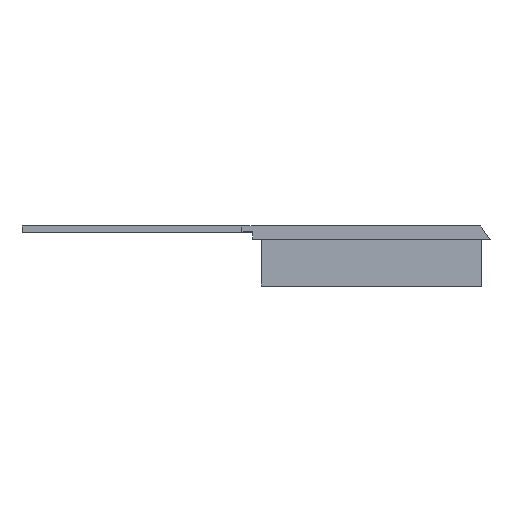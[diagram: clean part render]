
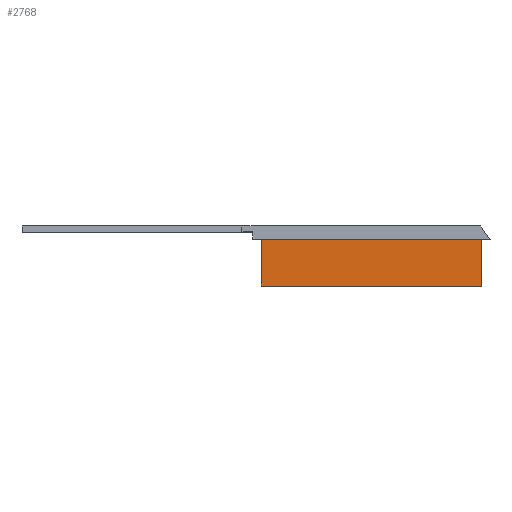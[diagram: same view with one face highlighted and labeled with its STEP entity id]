
A CAD part, left-side view. The second image highlights one B-rep face of the part: STEP entity #2768.
In plain terms, the highlighted planar face has unit normal (-1, 0, 0).
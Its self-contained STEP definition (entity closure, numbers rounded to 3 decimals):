
#520=FACE_OUTER_BOUND('',#654,.T.);
#654=EDGE_LOOP('',(#2049,#2050,#2051,#2052));
#982=LINE('',#4155,#1166);
#996=LINE('',#4183,#1180);
#1001=LINE('',#4190,#1185);
#1004=LINE('',#4197,#1188);
#1166=VECTOR('',#3288,10.);
#1180=VECTOR('',#3310,10.);
#1185=VECTOR('',#3317,10.);
#1188=VECTOR('',#3328,10.);
#1344=VERTEX_POINT('',#4152);
#1345=VERTEX_POINT('',#4154);
#1354=VERTEX_POINT('',#4180);
#1355=VERTEX_POINT('',#4182);
#1602=EDGE_CURVE('',#1344,#1345,#982,.T.);
#1616=EDGE_CURVE('',#1355,#1354,#996,.T.);
#1621=EDGE_CURVE('',#1355,#1344,#1001,.T.);
#1624=EDGE_CURVE('',#1354,#1345,#1004,.T.);
#2049=ORIENTED_EDGE('',*,*,#1616,.T.);
#2050=ORIENTED_EDGE('',*,*,#1624,.T.);
#2051=ORIENTED_EDGE('',*,*,#1602,.F.);
#2052=ORIENTED_EDGE('',*,*,#1621,.F.);
#2732=PLANE('',#2929);
#2768=ADVANCED_FACE('',(#520),#2732,.T.);
#2929=AXIS2_PLACEMENT_3D('',#4198,#3329,#3330);
#3288=DIRECTION('',(0.,1.,0.));
#3310=DIRECTION('',(0.,1.,0.));
#3317=DIRECTION('',(0.,0.,-1.));
#3328=DIRECTION('',(0.,0.,-1.));
#3329=DIRECTION('center_axis',(-1.,0.,0.));
#3330=DIRECTION('ref_axis',(0.,1.,0.));
#4152=CARTESIAN_POINT('',(9.125,43.812,41.353));
#4154=CARTESIAN_POINT('',(9.125,93.812,41.353));
#4155=CARTESIAN_POINT('',(9.125,43.812,41.353));
#4180=CARTESIAN_POINT('',(9.125,93.812,51.973));
#4182=CARTESIAN_POINT('',(9.125,43.812,51.973));
#4183=CARTESIAN_POINT('',(9.125,43.812,51.973));
#4190=CARTESIAN_POINT('',(9.125,43.812,51.973));
#4197=CARTESIAN_POINT('',(9.125,93.812,51.973));
#4198=CARTESIAN_POINT('Origin',(9.125,43.812,51.973));
